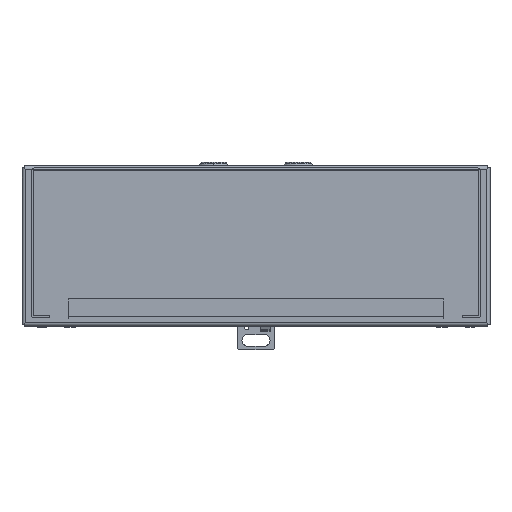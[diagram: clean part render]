
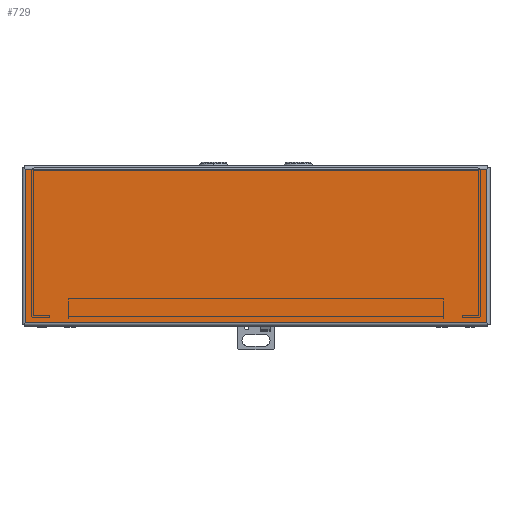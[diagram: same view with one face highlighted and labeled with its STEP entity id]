
A CAD part, top view. The second image highlights one B-rep face of the part: STEP entity #729.
In plain terms, the highlighted planar face has unit normal (0, 0, 1).
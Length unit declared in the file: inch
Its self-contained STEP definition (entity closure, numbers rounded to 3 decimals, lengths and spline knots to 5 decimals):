
#27 = CARTESIAN_POINT ( 'NONE',  ( -6.1585, -0.029, 9.0285 ) ) ;
#44 = EDGE_CURVE ( 'NONE', #15278, #742, #14147, .T. ) ;
#454 = ORIENTED_EDGE ( 'NONE', *, *, #4003, .F. ) ;
#729 = ADVANCED_FACE ( 'NONE', ( #1897 ), #4539, .T. ) ;
#742 = VERTEX_POINT ( 'NONE', #15285 ) ;
#1161 = DIRECTION ( 'NONE',  ( 1., 0., 0. ) ) ;
#1897 = FACE_OUTER_BOUND ( 'NONE', #11012, .T. ) ;
#3009 = EDGE_CURVE ( 'NONE', #10194, #15237, #7841, .T. ) ;
#3271 = CARTESIAN_POINT ( 'NONE',  ( 6.1585, -0.029, 9.0285 ) ) ;
#3690 = ORIENTED_EDGE ( 'NONE', *, *, #3009, .F. ) ;
#4003 = EDGE_CURVE ( 'NONE', #15237, #15278, #4099, .T. ) ;
#4099 = LINE ( 'NONE', #10260, #6535 ) ;
#4457 = DIRECTION ( 'NONE',  ( 0., 0., 1. ) ) ;
#4539 = PLANE ( 'NONE',  #9288 ) ;
#5492 = VECTOR ( 'NONE', #10183, 39.37008 ) ;
#5501 = CARTESIAN_POINT ( 'NONE',  ( -6.1585, -4.135, 9.0285 ) ) ;
#6052 = CARTESIAN_POINT ( 'NONE',  ( -6.1585, -4.135, 9.0285 ) ) ;
#6535 = VECTOR ( 'NONE', #13795, 39.37008 ) ;
#7469 = CARTESIAN_POINT ( 'NONE',  ( 6.1585, -4.135, 9.0285 ) ) ;
#7723 = DIRECTION ( 'NONE',  ( 0., 1., 0. ) ) ;
#7796 = VECTOR ( 'NONE', #7723, 39.37008 ) ;
#7841 = LINE ( 'NONE', #8723, #5492 ) ;
#8723 = CARTESIAN_POINT ( 'NONE',  ( 6.1585, -0.029, 9.0285 ) ) ;
#9288 = AXIS2_PLACEMENT_3D ( 'NONE', #13199, #4457, #9411 ) ;
#9411 = DIRECTION ( 'NONE',  ( -1., 0., 0. ) ) ;
#10183 = DIRECTION ( 'NONE',  ( 0., -1., 0. ) ) ;
#10194 = VERTEX_POINT ( 'NONE', #3271 ) ;
#10260 = CARTESIAN_POINT ( 'NONE',  ( 6.1585, -4.135, 9.0285 ) ) ;
#10431 = ORIENTED_EDGE ( 'NONE', *, *, #44, .F. ) ;
#10655 = EDGE_CURVE ( 'NONE', #742, #10194, #13335, .T. ) ;
#11012 = EDGE_LOOP ( 'NONE', ( #10431, #454, #3690, #15560 ) ) ;
#13199 = CARTESIAN_POINT ( 'NONE',  ( 6.1585, -0.029, 9.0285 ) ) ;
#13335 = LINE ( 'NONE', #27, #15200 ) ;
#13795 = DIRECTION ( 'NONE',  ( -1., 0., 0. ) ) ;
#14147 = LINE ( 'NONE', #5501, #7796 ) ;
#15200 = VECTOR ( 'NONE', #1161, 39.37008 ) ;
#15237 = VERTEX_POINT ( 'NONE', #7469 ) ;
#15278 = VERTEX_POINT ( 'NONE', #6052 ) ;
#15285 = CARTESIAN_POINT ( 'NONE',  ( -6.1585, -0.029, 9.0285 ) ) ;
#15560 = ORIENTED_EDGE ( 'NONE', *, *, #10655, .F. ) ;
